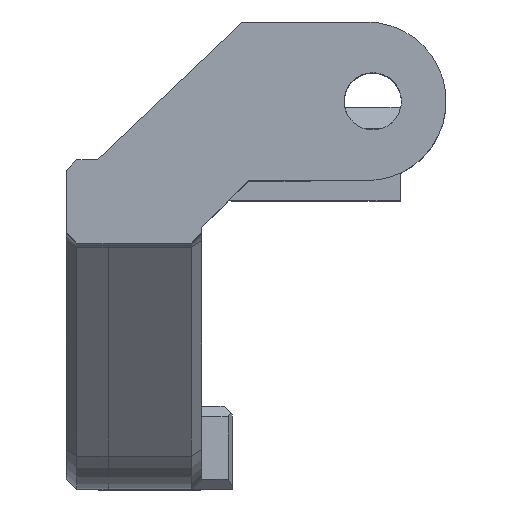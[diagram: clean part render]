
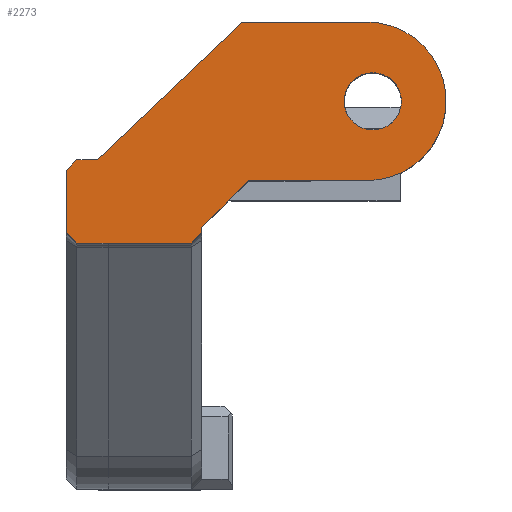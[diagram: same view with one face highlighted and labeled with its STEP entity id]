
A CAD part, top view. The second image highlights one B-rep face of the part: STEP entity #2273.
In plain terms, the highlighted planar face has unit normal (0, 0, 1).
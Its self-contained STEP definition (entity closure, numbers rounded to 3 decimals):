
#98=LINE('',#3317,#369);
#108=LINE('',#3344,#379);
#128=LINE('',#3401,#399);
#150=LINE('',#3452,#421);
#152=LINE('',#3458,#423);
#190=LINE('',#3554,#461);
#191=LINE('',#3556,#462);
#192=LINE('',#3557,#463);
#193=LINE('',#3559,#464);
#194=LINE('',#3563,#465);
#195=LINE('',#3567,#466);
#196=LINE('',#3569,#467);
#197=LINE('',#3571,#468);
#198=LINE('',#3573,#469);
#199=LINE('',#3574,#470);
#369=VECTOR('',#2656,10.);
#379=VECTOR('',#2674,10.);
#399=VECTOR('',#2722,10.);
#421=VECTOR('',#2778,10.);
#423=VECTOR('',#2786,10.);
#461=VECTOR('',#2876,10.);
#462=VECTOR('',#2877,10.);
#463=VECTOR('',#2878,10.);
#464=VECTOR('',#2879,10.);
#465=VECTOR('',#2882,10.);
#466=VECTOR('',#2885,10.);
#467=VECTOR('',#2886,10.);
#468=VECTOR('',#2887,10.);
#469=VECTOR('',#2888,10.);
#470=VECTOR('',#2889,10.);
#609=PLANE('',#2436);
#669=FACE_BOUND('',#872,.T.);
#742=FACE_OUTER_BOUND('',#871,.T.);
#871=EDGE_LOOP('',(#1861,#1862,#1863,#1864,#1865,#1866,#1867,#1868,#1869,
#1870,#1871,#1872,#1873,#1874,#1875,#1876,#1877));
#872=EDGE_LOOP('',(#1878));
#989=CIRCLE('',#2437,7.625);
#990=CIRCLE('',#2438,7.625);
#991=CIRCLE('',#2439,2.75);
#1067=VERTEX_POINT('',#3314);
#1068=VERTEX_POINT('',#3316);
#1080=VERTEX_POINT('',#3341);
#1081=VERTEX_POINT('',#3343);
#1103=VERTEX_POINT('',#3398);
#1104=VERTEX_POINT('',#3400);
#1116=VERTEX_POINT('',#3450);
#1149=VERTEX_POINT('',#3553);
#1150=VERTEX_POINT('',#3555);
#1151=VERTEX_POINT('',#3558);
#1152=VERTEX_POINT('',#3560);
#1153=VERTEX_POINT('',#3562);
#1154=VERTEX_POINT('',#3564);
#1155=VERTEX_POINT('',#3566);
#1156=VERTEX_POINT('',#3568);
#1157=VERTEX_POINT('',#3570);
#1158=VERTEX_POINT('',#3572);
#1159=VERTEX_POINT('',#3575);
#1299=EDGE_CURVE('',#1067,#1068,#98,.T.);
#1312=EDGE_CURVE('',#1080,#1081,#108,.T.);
#1340=EDGE_CURVE('',#1103,#1104,#128,.T.);
#1367=EDGE_CURVE('',#1116,#1103,#150,.T.);
#1370=EDGE_CURVE('',#1081,#1116,#152,.T.);
#1418=EDGE_CURVE('',#1149,#1080,#190,.T.);
#1419=EDGE_CURVE('',#1150,#1149,#191,.T.);
#1420=EDGE_CURVE('',#1068,#1150,#192,.T.);
#1421=EDGE_CURVE('',#1151,#1067,#193,.T.);
#1422=EDGE_CURVE('',#1151,#1152,#989,.T.);
#1423=EDGE_CURVE('',#1153,#1152,#194,.T.);
#1424=EDGE_CURVE('',#1153,#1154,#990,.T.);
#1425=EDGE_CURVE('',#1155,#1154,#195,.T.);
#1426=EDGE_CURVE('',#1155,#1156,#196,.T.);
#1427=EDGE_CURVE('',#1156,#1157,#197,.T.);
#1428=EDGE_CURVE('',#1158,#1157,#198,.T.);
#1429=EDGE_CURVE('',#1104,#1158,#199,.T.);
#1430=EDGE_CURVE('',#1159,#1159,#991,.T.);
#1861=ORIENTED_EDGE('',*,*,#1367,.F.);
#1862=ORIENTED_EDGE('',*,*,#1370,.F.);
#1863=ORIENTED_EDGE('',*,*,#1312,.F.);
#1864=ORIENTED_EDGE('',*,*,#1418,.F.);
#1865=ORIENTED_EDGE('',*,*,#1419,.F.);
#1866=ORIENTED_EDGE('',*,*,#1420,.F.);
#1867=ORIENTED_EDGE('',*,*,#1299,.F.);
#1868=ORIENTED_EDGE('',*,*,#1421,.F.);
#1869=ORIENTED_EDGE('',*,*,#1422,.T.);
#1870=ORIENTED_EDGE('',*,*,#1423,.F.);
#1871=ORIENTED_EDGE('',*,*,#1424,.T.);
#1872=ORIENTED_EDGE('',*,*,#1425,.F.);
#1873=ORIENTED_EDGE('',*,*,#1426,.T.);
#1874=ORIENTED_EDGE('',*,*,#1427,.T.);
#1875=ORIENTED_EDGE('',*,*,#1428,.F.);
#1876=ORIENTED_EDGE('',*,*,#1429,.F.);
#1877=ORIENTED_EDGE('',*,*,#1340,.F.);
#1878=ORIENTED_EDGE('',*,*,#1430,.T.);
#2273=ADVANCED_FACE('',(#742,#669),#609,.F.);
#2436=AXIS2_PLACEMENT_3D('',#3552,#2874,#2875);
#2437=AXIS2_PLACEMENT_3D('',#3561,#2880,#2881);
#2438=AXIS2_PLACEMENT_3D('',#3565,#2883,#2884);
#2439=AXIS2_PLACEMENT_3D('',#3576,#2890,#2891);
#2656=DIRECTION('',(-0.707,-0.707,0.));
#2674=DIRECTION('',(0.,-1.,0.));
#2722=DIRECTION('',(0.,1.,0.));
#2778=DIRECTION('',(-0.707,0.707,0.));
#2786=DIRECTION('',(-1.,0.,0.));
#2874=DIRECTION('center_axis',(0.,0.,
-1.));
#2875=DIRECTION('ref_axis',(0.,-1.,0.));
#2876=DIRECTION('',(-1.,0.,0.));
#2877=DIRECTION('',(-0.707,-0.707,0.));
#2878=DIRECTION('',(0.,-1.,0.));
#2879=DIRECTION('',(-1.,0.,0.));
#2880=DIRECTION('center_axis',(0.,0.,
1.));
#2881=DIRECTION('ref_axis',(0.,-1.,0.));
#2882=DIRECTION('',(0.,-1.,0.));
#2883=DIRECTION('center_axis',(0.,0.,
1.));
#2884=DIRECTION('ref_axis',(0.,-1.,0.));
#2885=DIRECTION('',(1.,0.,0.));
#2886=DIRECTION('',(-0.725,-0.689,0.));
#2887=DIRECTION('',(0.,-1.,0.));
#2888=DIRECTION('',(1.,0.,0.));
#2889=DIRECTION('',(0.707,0.707,0.));
#2890=DIRECTION('center_axis',(0.,0.,
-1.));
#2891=DIRECTION('ref_axis',(-1.,0.,0.));
#3314=CARTESIAN_POINT('',(9.507,50.522,65.362));
#3316=CARTESIAN_POINT('',(5.007,46.022,65.362));
#3317=CARTESIAN_POINT('',(16.807,57.822,65.362));
#3341=CARTESIAN_POINT('',(-3.997,44.522,65.362));
#3343=CARTESIAN_POINT('',(-3.997,44.519,65.362));
#3344=CARTESIAN_POINT('',(-3.997,52.521,65.362));
#3398=CARTESIAN_POINT('',(-7.997,45.519,65.362));
#3400=CARTESIAN_POINT('',(-7.997,51.521,65.362));
#3401=CARTESIAN_POINT('',(-7.997,44.519,65.362));
#3450=CARTESIAN_POINT('',(-6.997,44.519,65.362));
#3452=CARTESIAN_POINT('',(-0.384,37.906,65.362));
#3458=CARTESIAN_POINT('',(-3.997,44.519,65.362));
#3552=CARTESIAN_POINT('Origin',(28.458,52.524,65.362));
#3553=CARTESIAN_POINT('',(4.007,44.522,65.362));
#3554=CARTESIAN_POINT('',(15.609,44.522,65.362));
#3555=CARTESIAN_POINT('',(5.007,45.522,65.362));
#3556=CARTESIAN_POINT('',(15.682,56.197,65.362));
#3557=CARTESIAN_POINT('',(5.007,45.522,65.362));
#3558=CARTESIAN_POINT('',(20.958,50.522,65.362));
#3559=CARTESIAN_POINT('',(8.957,50.522,65.362));
#3560=CARTESIAN_POINT('',(28.457,57.257,65.362));
#3561=CARTESIAN_POINT('Origin',(20.884,58.147,65.362));
#3562=CARTESIAN_POINT('',(28.457,59.037,65.362));
#3563=CARTESIAN_POINT('',(28.457,65.772,65.362));
#3564=CARTESIAN_POINT('',(20.884,65.772,65.362));
#3565=CARTESIAN_POINT('Origin',(20.884,58.147,65.362));
#3566=CARTESIAN_POINT('',(8.957,65.772,65.362));
#3567=CARTESIAN_POINT('',(8.957,65.772,65.362));
#3568=CARTESIAN_POINT('',(-4.997,52.524,65.362));
#3569=CARTESIAN_POINT('',(7.108,64.017,65.362));
#3570=CARTESIAN_POINT('',(-4.997,52.521,65.362));
#3571=CARTESIAN_POINT('',(-4.997,55.647,65.362));
#3572=CARTESIAN_POINT('',(-6.997,52.521,65.362));
#3573=CARTESIAN_POINT('',(-7.997,52.521,65.362));
#3574=CARTESIAN_POINT('',(1.618,61.135,65.362));
#3575=CARTESIAN_POINT('',(24.207,58.147,65.362));
#3576=CARTESIAN_POINT('Origin',(21.457,58.147,65.362));
